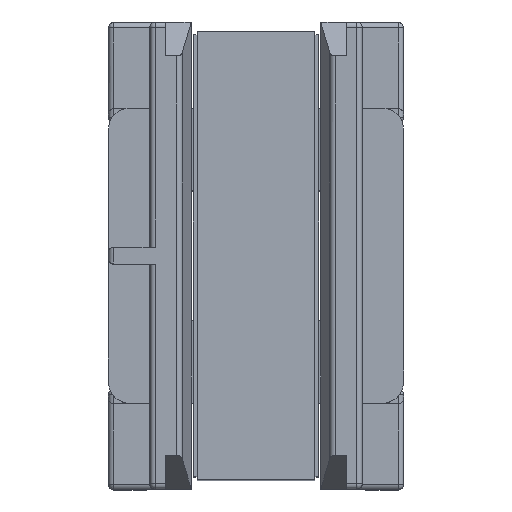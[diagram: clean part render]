
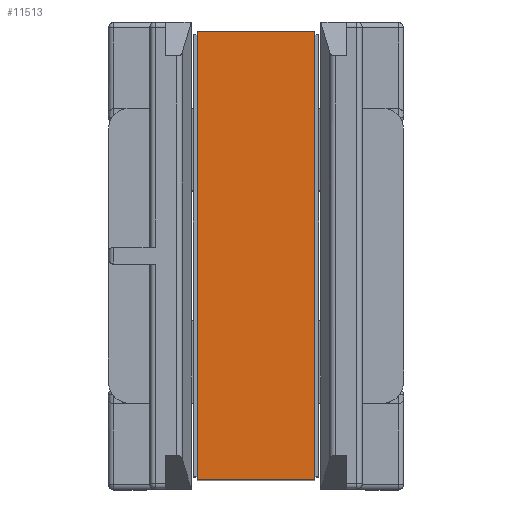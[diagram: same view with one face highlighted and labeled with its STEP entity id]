
A CAD part, top view. The second image highlights one B-rep face of the part: STEP entity #11513.
In plain terms, the highlighted face is planar.
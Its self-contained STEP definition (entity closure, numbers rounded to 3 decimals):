
#2942=ORIENTED_EDGE('',*,*,#4192,.F.);
#2943=ORIENTED_EDGE('',*,*,#4199,.F.);
#2944=ORIENTED_EDGE('',*,*,#4196,.T.);
#2945=ORIENTED_EDGE('',*,*,#4200,.T.);
#4192=EDGE_CURVE('',#4874,#4875,#5572,.T.);
#4196=EDGE_CURVE('',#4879,#4878,#5576,.T.);
#4199=EDGE_CURVE('',#4879,#4874,#5579,.T.);
#4200=EDGE_CURVE('',#4878,#4875,#5580,.T.);
#4874=VERTEX_POINT('',#17558);
#4875=VERTEX_POINT('',#17560);
#4878=VERTEX_POINT('',#17567);
#4879=VERTEX_POINT('',#17569);
#5572=LINE('',#17559,#6274);
#5576=LINE('',#17568,#6278);
#5579=LINE('',#17573,#6281);
#5580=LINE('',#17575,#6282);
#6274=VECTOR('',#14852,1000.);
#6278=VECTOR('',#14858,1000.);
#6281=VECTOR('',#14863,1000.);
#6282=VECTOR('',#14866,1000.);
#6789=EDGE_LOOP('',(#2942,#2943,#2944,#2945));
#7305=FACE_BOUND('',#6789,.T.);
#7513=PLANE('',#12404);
#11513=ADVANCED_FACE('',(#7305),#7513,.T.);
#12404=AXIS2_PLACEMENT_3D('',#17574,#14864,#14865);
#14852=DIRECTION('',(0.,0.,1.));
#14858=DIRECTION('',(0.,0.,1.));
#14863=DIRECTION('',(1.,0.,0.));
#14864=DIRECTION('',(0.,1.,0.));
#14865=DIRECTION('',(0.,0.,1.));
#14866=DIRECTION('',(1.,0.,0.));
#17558=CARTESIAN_POINT('',(-4.43,23.06,-21.685));
#17559=CARTESIAN_POINT('',(-4.43,23.06,-0.565));
#17560=CARTESIAN_POINT('',(-4.43,23.06,-0.565));
#17567=CARTESIAN_POINT('',(-9.97,23.06,-0.565));
#17568=CARTESIAN_POINT('',(-9.97,23.06,-0.565));
#17569=CARTESIAN_POINT('',(-9.97,23.06,-21.685));
#17573=CARTESIAN_POINT('',(-9.97,23.06,-21.685));
#17574=CARTESIAN_POINT('',(-9.97,23.06,-0.565));
#17575=CARTESIAN_POINT('',(-9.97,23.06,-0.565));
